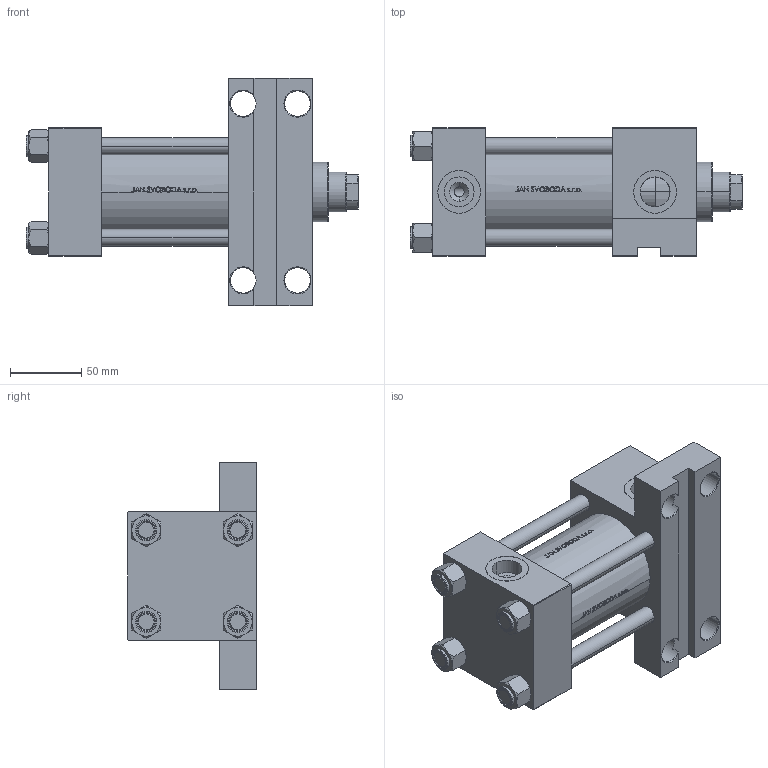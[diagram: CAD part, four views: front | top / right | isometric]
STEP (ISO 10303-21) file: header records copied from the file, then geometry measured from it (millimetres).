
FILE_DESCRIPTION (( 'STEP AP203' ), '1' );
FILE_NAME ('8c91.STEP', '2022-04-16T13:56:14', ( '' ), ( '' ), 'SwSTEP 2.0', 'SolidWorks 2019', '' );
FILE_SCHEMA (( 'CONFIG_CONTROL_DESIGN' ));
Length unit declared in the file: millimetre
Products named in the file (6): V215_VC_A 4d1849fc703bd5cbda5522612711b851; 8c91; V215CR_VCP_F 4d1849fc703bd5cbda5522612711b851; V215CR_F_TYCINKA 4d1849fc703bd5cbda5522612711b851; NUT_M5_F 4d1849fc703bd5cbda5522612711b851; V215CR_F_Body 4d1849fc703bd5cbda5522612711b851
Assembly tree (11 placements, depth 2):
  8c91
    V215CR_F_Body 4d1849fc703bd5cbda5522612711b851
    V215CR_VCP_F 4d1849fc703bd5cbda5522612711b851
    V215CR_F_TYCINKA 4d1849fc703bd5cbda5522612711b851  x4
    NUT_M5_F 4d1849fc703bd5cbda5522612711b851  x4
    V215_VC_A 4d1849fc703bd5cbda5522612711b851
Bounding box: 233 x 90 x 160 mm (x, y, z)
Volume: 1069856.7 mm3; surface area: 213729.4 mm2
Topology: 11 solids, 11 shells, 1117 faces, 2824 edges, 1813 vertices
Faces by surface type: plane 440, bspline 380, cone 152, cylinder 137, torus 8
Entity records: 48337 total; most frequent: CARTESIAN_POINT 26038, ORIENTED_EDGE 5140, DIRECTION 3202, EDGE_CURVE 2570, VERTEX_POINT 1669, LINE 1326, VECTOR 1326, EDGE_LOOP 1101
